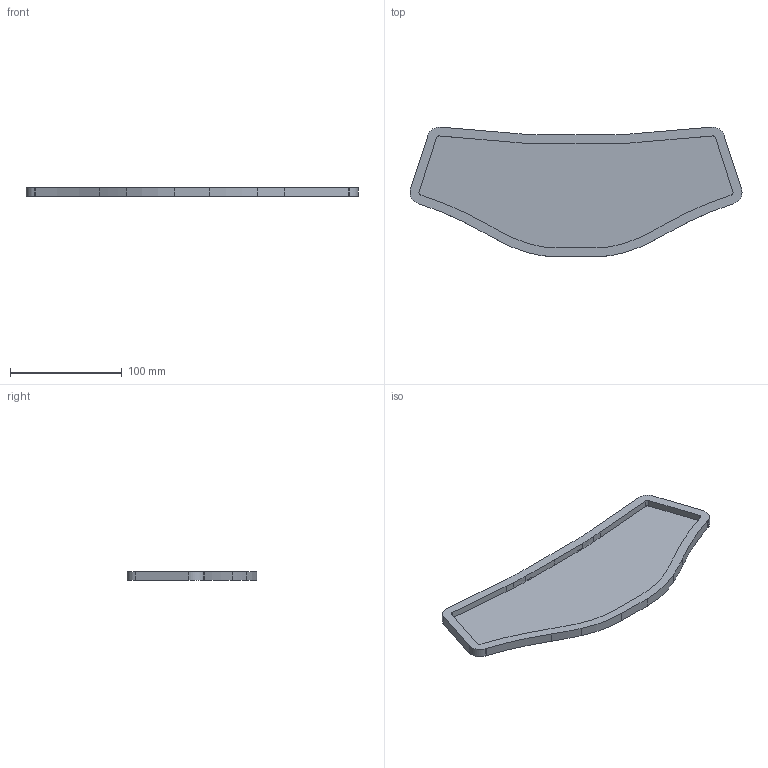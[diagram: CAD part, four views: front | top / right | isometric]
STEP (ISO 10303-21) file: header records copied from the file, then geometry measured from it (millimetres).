
FILE_DESCRIPTION(/* description */ (''),/* implementation_level */ '2;1');
FILE_NAME(/* name */ 'case.step',/* time_stamp */ '2024-03-07T23:00:08+02:00',/* author */ (''),/* organization */ (''),/* preprocessor_version */ 'ST-DEVELOPER v20',/* originating_system */ 'Autodesk Translation Framework v12.20.1.177',/* authorisation */ '');
FILE_SCHEMA (('AUTOMOTIVE_DESIGN { 1 0 10303 214 3 1 1 }'));
Length unit declared in the file: millimetre
Products named in the file (2): osprey touchpad; osprey_enclosure_bot v1
Assembly tree (1 placements, depth 2):
  osprey touchpad
    osprey_enclosure_bot v1
Bounding box: 297.08 x 116.22 x 8 mm (x, y, z)
Volume: 85595.2 mm3; surface area: 62415.6 mm2
Topology: 1 solids, 1 shells, 53 faces, 152 edges, 102 vertices
Faces by surface type: plane 29, cylinder 24
Entity records: 1810 total; most frequent: DIRECTION 312, CARTESIAN_POINT 310, ORIENTED_EDGE 304, EDGE_CURVE 152, LINE 104, VECTOR 104, AXIS2_PLACEMENT_3D 104, VERTEX_POINT 102
